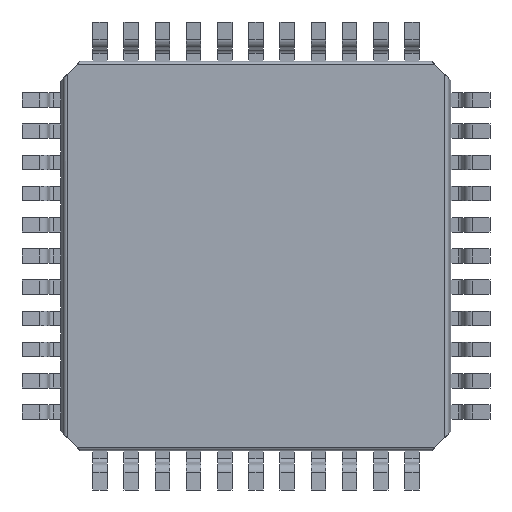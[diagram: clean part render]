
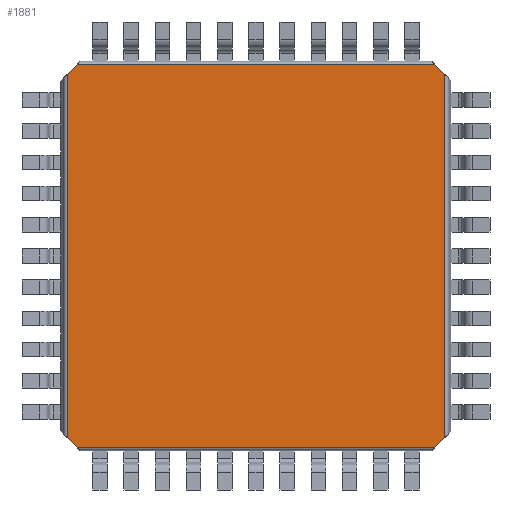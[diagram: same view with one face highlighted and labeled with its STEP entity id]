
A CAD part, front view. The second image highlights one B-rep face of the part: STEP entity #1881.
In plain terms, the highlighted planar face has unit normal (0, -1, 0).
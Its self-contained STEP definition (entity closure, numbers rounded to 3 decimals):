
#1881=ADVANCED_FACE('',(#3773),#3774,.T.);
#3773=FACE_OUTER_BOUND('',#5672,.T.);
#3774=PLANE('',#5673);
#5672=EDGE_LOOP('',(#11510,#11511,#11512,#11513,#11514,#11515,#11516,#11517));
#5673=AXIS2_PLACEMENT_3D('',#11518,#11519,#11520);
#11510=ORIENTED_EDGE('',*,*,#13848,.T.);
#11511=ORIENTED_EDGE('',*,*,#13924,.T.);
#11512=ORIENTED_EDGE('',*,*,#13880,.T.);
#11513=ORIENTED_EDGE('',*,*,#13900,.F.);
#11514=ORIENTED_EDGE('',*,*,#13889,.T.);
#11515=ORIENTED_EDGE('',*,*,#13925,.T.);
#11516=ORIENTED_EDGE('',*,*,#13907,.T.);
#11517=ORIENTED_EDGE('',*,*,#13922,.T.);
#11518=CARTESIAN_POINT('',(5.05,0.1,5.0));
#11519=DIRECTION('',(0.,-1.0,0.));
#11520=DIRECTION('',(-1.0,0.,0.));
#13848=EDGE_CURVE('',#17253,#17251,#17254,.T.);
#13880=EDGE_CURVE('',#17300,#17298,#17301,.T.);
#13889=EDGE_CURVE('',#17312,#17313,#17314,.T.);
#13900=EDGE_CURVE('',#17312,#17298,#17330,.T.);
#13907=EDGE_CURVE('',#17342,#17340,#17343,.T.);
#13922=EDGE_CURVE('',#17340,#17253,#17359,.T.);
#13924=EDGE_CURVE('',#17251,#17300,#17361,.T.);
#13925=EDGE_CURVE('',#17313,#17342,#17362,.T.);
#17251=VERTEX_POINT('',#21977);
#17253=VERTEX_POINT('',#21979);
#17254=LINE('',#21980,#21981);
#17298=VERTEX_POINT('',#22043);
#17300=VERTEX_POINT('',#22045);
#17301=LINE('',#22046,#22047);
#17312=VERTEX_POINT('',#22061);
#17313=VERTEX_POINT('',#22062);
#17314=LINE('',#22063,#22064);
#17330=LINE('',#22085,#22086);
#17340=VERTEX_POINT('',#22099);
#17342=VERTEX_POINT('',#22101);
#17343=LINE('',#22102,#22103);
#17359=LINE('',#22124,#22125);
#17361=LINE('',#22127,#22128);
#17362=LINE('',#22129,#22130);
#21977=CARTESIAN_POINT('',(0.471,0.1,-4.921));
#21979=CARTESIAN_POINT('',(0.209,0.1,-4.659));
#21980=CARTESIAN_POINT('',(-0.95,0.1,-3.5));
#21981=VECTOR('',#24502,1.0);
#22043=CARTESIAN_POINT('',(9.891,0.1,-4.659));
#22045=CARTESIAN_POINT('',(9.629,0.1,-4.921));
#22046=CARTESIAN_POINT('',(11.05,0.1,-3.5));
#22047=VECTOR('',#24539,1.0);
#22061=CARTESIAN_POINT('',(9.891,0.1,4.659));
#22062=CARTESIAN_POINT('',(9.629,0.1,4.921));
#22063=CARTESIAN_POINT('',(8.55,0.1,6.0));
#22064=VECTOR('',#24549,1.0);
#22085=CARTESIAN_POINT('',(9.891,0.1,5.0));
#22086=VECTOR('',#24564,1.0);
#22099=CARTESIAN_POINT('',(0.209,0.1,4.659));
#22101=CARTESIAN_POINT('',(0.471,0.1,4.921));
#22102=CARTESIAN_POINT('',(1.55,0.1,6.0));
#22103=VECTOR('',#24574,1.0);
#22124=CARTESIAN_POINT('',(0.209,0.1,5.0));
#22125=VECTOR('',#24586,1.0);
#22127=CARTESIAN_POINT('',(5.05,0.1,-4.921));
#22128=VECTOR('',#24587,1.0);
#22129=CARTESIAN_POINT('',(5.05,0.1,4.921));
#22130=VECTOR('',#24588,1.0);
#24502=DIRECTION('',(0.707,0.,-0.707));
#24539=DIRECTION('',(0.707,0.,0.707));
#24549=DIRECTION('',(-0.707,0.,0.707));
#24564=DIRECTION('',(0.,0.0,-1.0));
#24574=DIRECTION('',(-0.707,0.,-0.707));
#24586=DIRECTION('',(0.,0.0,-1.0));
#24587=DIRECTION('',(1.0,0.0,0.));
#24588=DIRECTION('',(-1.0,-0.0,0.));
